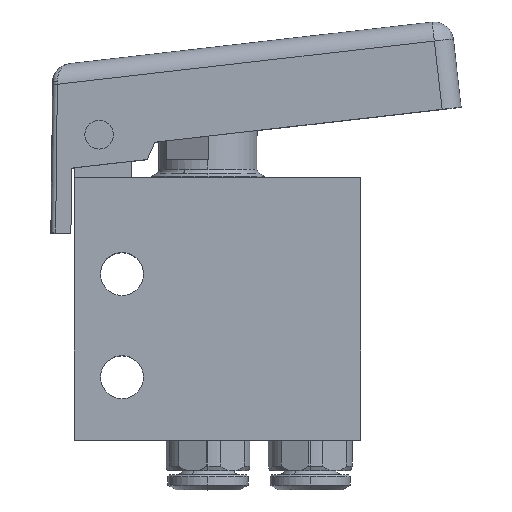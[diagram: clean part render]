
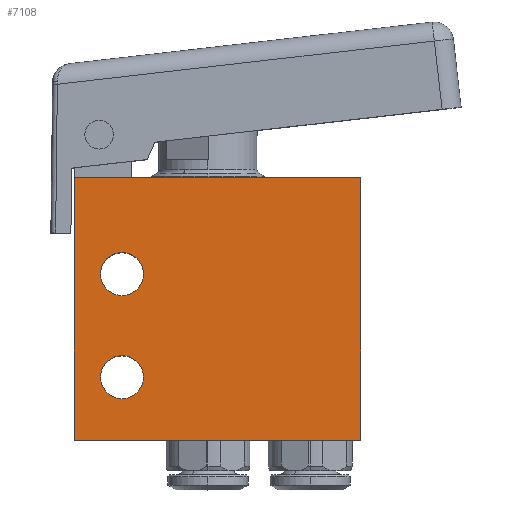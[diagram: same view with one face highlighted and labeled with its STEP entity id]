
A CAD part, top view. The second image highlights one B-rep face of the part: STEP entity #7108.
In plain terms, the highlighted planar face has unit normal (0, 0, 1).
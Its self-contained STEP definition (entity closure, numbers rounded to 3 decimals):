
#269 = CARTESIAN_POINT ( 'NONE',  ( 7.25, 6.6, 15. ) ) ;
#305 = VERTEX_POINT ( 'NONE', #1563 ) ;
#335 = ORIENTED_EDGE ( 'NONE', *, *, #412, .F. ) ;
#346 = ORIENTED_EDGE ( 'NONE', *, *, #2734, .F. ) ;
#353 = DIRECTION ( 'NONE',  ( 0., -1., 0. ) ) ;
#412 = EDGE_CURVE ( 'NONE', #3011, #2378, #3922, .T. ) ;
#577 = ORIENTED_EDGE ( 'NONE', *, *, #1541, .F. ) ;
#1017 = EDGE_CURVE ( 'NONE', #2029, #3504, #7951, .T. ) ;
#1023 = EDGE_CURVE ( 'NONE', #3504, #7048, #5761, .T. ) ;
#1261 = CARTESIAN_POINT ( 'NONE',  ( 5., 6.6, 15. ) ) ;
#1361 = CARTESIAN_POINT ( 'NONE',  ( 2.75, 6.6, 15. ) ) ;
#1541 = EDGE_CURVE ( 'NONE', #305, #3794, #2428, .T. ) ;
#1563 = CARTESIAN_POINT ( 'NONE',  ( 2.75, 17.4, 15. ) ) ;
#1641 = DIRECTION ( 'NONE',  ( 0., 0., -1. ) ) ;
#1655 = EDGE_CURVE ( 'NONE', #2378, #3011, #8745, .T. ) ;
#1672 = CARTESIAN_POINT ( 'NONE',  ( 30., 27.5, 15. ) ) ;
#1798 = DIRECTION ( 'NONE',  ( 1., 0., 0. ) ) ;
#1991 = LINE ( 'NONE', #1672, #2789 ) ;
#2005 = FACE_BOUND ( 'NONE', #9507, .T. ) ;
#2029 = VERTEX_POINT ( 'NONE', #2660 ) ;
#2173 = CARTESIAN_POINT ( 'NONE',  ( 5., 17.4, 15. ) ) ;
#2208 = PLANE ( 'NONE',  #4201 ) ;
#2371 = ORIENTED_EDGE ( 'NONE', *, *, #7643, .F. ) ;
#2378 = VERTEX_POINT ( 'NONE', #269 ) ;
#2428 = CIRCLE ( 'NONE', #5101, 2.25 ) ;
#2660 = CARTESIAN_POINT ( 'NONE',  ( 0., 0., 15. ) ) ;
#2727 = DIRECTION ( 'NONE',  ( 1., 0., 0. ) ) ;
#2734 = EDGE_CURVE ( 'NONE', #7418, #2029, #7939, .T. ) ;
#2789 = VECTOR ( 'NONE', #353, 1000. ) ;
#2950 = CARTESIAN_POINT ( 'NONE',  ( 0., 27.5, 15. ) ) ;
#3011 = VERTEX_POINT ( 'NONE', #1361 ) ;
#3151 = CARTESIAN_POINT ( 'NONE',  ( 0., 27.5, 15. ) ) ;
#3504 = VERTEX_POINT ( 'NONE', #6228 ) ;
#3635 = CARTESIAN_POINT ( 'NONE',  ( 0., 27.5, 15. ) ) ;
#3794 = VERTEX_POINT ( 'NONE', #8549 ) ;
#3922 = CIRCLE ( 'NONE', #6858, 2.25 ) ;
#3978 = CARTESIAN_POINT ( 'NONE',  ( 5., 17.4, 15. ) ) ;
#4108 = ORIENTED_EDGE ( 'NONE', *, *, #1655, .F. ) ;
#4201 = AXIS2_PLACEMENT_3D ( 'NONE', #3151, #1641, #5882 ) ;
#4453 = AXIS2_PLACEMENT_3D ( 'NONE', #7506, #8974, #4559 ) ;
#4559 = DIRECTION ( 'NONE',  ( 1., 0., 0. ) ) ;
#4646 = FACE_BOUND ( 'NONE', #8000, .T. ) ;
#5064 = DIRECTION ( 'NONE',  ( 0., 0., 1. ) ) ;
#5101 = AXIS2_PLACEMENT_3D ( 'NONE', #2173, #5064, #8060 ) ;
#5283 = DIRECTION ( 'NONE',  ( 1., 0., 0. ) ) ;
#5385 = CIRCLE ( 'NONE', #9184, 2.25 ) ;
#5415 = VECTOR ( 'NONE', #8831, 1000. ) ;
#5419 = EDGE_CURVE ( 'NONE', #3794, #305, #5385, .T. ) ;
#5741 = ORIENTED_EDGE ( 'NONE', *, *, #1023, .F. ) ;
#5761 = LINE ( 'NONE', #3635, #9243 ) ;
#5785 = CARTESIAN_POINT ( 'NONE',  ( 30., 27.5, 15. ) ) ;
#5882 = DIRECTION ( 'NONE',  ( -1., 0., 0. ) ) ;
#6098 = VECTOR ( 'NONE', #7300, 1000. ) ;
#6152 = DIRECTION ( 'NONE',  ( 0., 0., 1. ) ) ;
#6228 = CARTESIAN_POINT ( 'NONE',  ( 0., 27.5, 15. ) ) ;
#6858 = AXIS2_PLACEMENT_3D ( 'NONE', #1261, #8524, #2727 ) ;
#7010 = CARTESIAN_POINT ( 'NONE',  ( 30., 0., 15. ) ) ;
#7048 = VERTEX_POINT ( 'NONE', #5785 ) ;
#7108 = ADVANCED_FACE ( 'NONE', ( #9383, #4646, #2005 ), #2208, .F. ) ;
#7300 = DIRECTION ( 'NONE',  ( -1., 0., 0. ) ) ;
#7418 = VERTEX_POINT ( 'NONE', #7010 ) ;
#7506 = CARTESIAN_POINT ( 'NONE',  ( 5., 6.6, 15. ) ) ;
#7643 = EDGE_CURVE ( 'NONE', #7048, #7418, #1991, .T. ) ;
#7755 = EDGE_LOOP ( 'NONE', ( #346, #2371, #5741, #8026 ) ) ;
#7939 = LINE ( 'NONE', #9464, #6098 ) ;
#7951 = LINE ( 'NONE', #2950, #5415 ) ;
#8000 = EDGE_LOOP ( 'NONE', ( #9082, #577 ) ) ;
#8026 = ORIENTED_EDGE ( 'NONE', *, *, #1017, .F. ) ;
#8060 = DIRECTION ( 'NONE',  ( 1., 0., 0. ) ) ;
#8524 = DIRECTION ( 'NONE',  ( 0., 0., 1. ) ) ;
#8549 = CARTESIAN_POINT ( 'NONE',  ( 7.25, 17.4, 15. ) ) ;
#8745 = CIRCLE ( 'NONE', #4453, 2.25 ) ;
#8831 = DIRECTION ( 'NONE',  ( 0., 1., 0. ) ) ;
#8974 = DIRECTION ( 'NONE',  ( 0., 0., 1. ) ) ;
#9082 = ORIENTED_EDGE ( 'NONE', *, *, #5419, .F. ) ;
#9184 = AXIS2_PLACEMENT_3D ( 'NONE', #3978, #6152, #1798 ) ;
#9243 = VECTOR ( 'NONE', #5283, 1000. ) ;
#9383 = FACE_OUTER_BOUND ( 'NONE', #7755, .T. ) ;
#9464 = CARTESIAN_POINT ( 'NONE',  ( 0., 0., 15. ) ) ;
#9507 = EDGE_LOOP ( 'NONE', ( #4108, #335 ) ) ;
